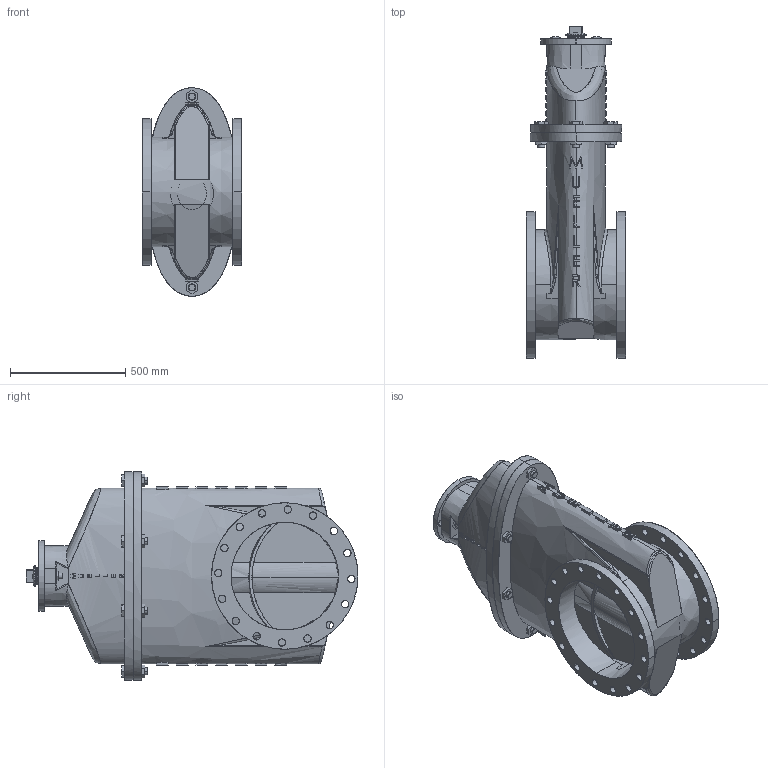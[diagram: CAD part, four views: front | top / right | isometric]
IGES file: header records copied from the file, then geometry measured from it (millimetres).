
Start section: SolidWorks IGES file using analytic representation for surfaces
Global section: file name: P-2361-6-18.IGS; native system: SolidWorks 2014; preprocessor: SolidWorks 2014; author: ADMIN; date: 140222.150941; units: millimetre
Bounding box: 431.8 x 1439.93 x 904.24 mm (x, y, z)
Surface area: 7431940.8 mm2 (no closed solid volume)
Topology: 0 solids, 0 shells, 1178 faces, 20826 edges, 20822 vertices
Faces by surface type: bspline 931, revolution 247
